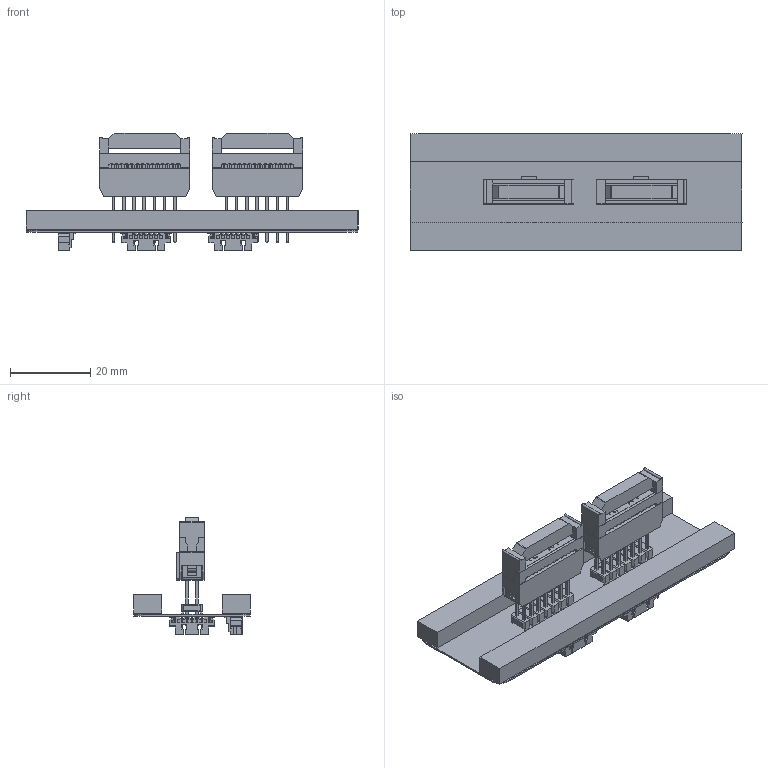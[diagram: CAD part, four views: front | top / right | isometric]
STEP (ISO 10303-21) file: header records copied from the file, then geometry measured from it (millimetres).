
FILE_DESCRIPTION(('Open CASCADE Model'),'2;1');
FILE_NAME('Open CASCADE Shape Model','2020-05-08T18:17:24',('Author'),( 'Open CASCADE'),'Open CASCADE STEP processor 6.8','Open CASCADE 6.8' ,'Unknown');
FILE_SCHEMA(('AUTOMOTIVE_DESIGN { 1 0 10303 214 1 1 1 1 }'));
Length unit declared in the file: millimetre
Products named in the file (20): PCB; Board; CN4; 61201423021_Download_STP_61201423021_rev1; use; Kabelklemme; Verschluss; Pin; m20-9980745_asm; M20-998-MOULD; M20-998-PIN; CN3; User_Library-molex_53398_white_(4); CN1; CN5; CN2; User_Library-molex_53398_white_(3); Free-Models; 6875121408; Extruded
Assembly tree (49 placements, depth 4):
  PCB
    Board
    CN4
      61201423021_Download_STP_61201423021_rev1
  use
        Kabelklemme
        Verschluss
        Pin  x14
      m20-9980745_asm
        M20-998-MOULD
        M20-998-PIN  x14
    CN3
      User_Library-molex_53398_white_(4)
    CN1
      m20-9980745_asm
        M20-998-MOULD
        M20-998-PIN  x14
      61201423021_Download_STP_61201423021_rev1
  use
        Kabelklemme
        Verschluss
        Pin  x14
    CN5
      User_Library-molex_53398_white_(4)
    CN2
      User_Library-molex_53398_white_(3)
    Free-Models
      6875121408  x2
        Extruded
Bounding box: 82.5 x 29 x 29.31 mm (x, y, z)
Volume: 10218.1 mm3; surface area: 17380.9 mm2
Topology: 76 solids, 76 shells, 3615 faces, 9526 edges, 6106 vertices
Faces by surface type: plane 3137, cylinder 442, extrusion 12, bspline 8, sphere 8, torus 8
Entity records: 51722 total; most frequent: CARTESIAN_POINT 8219, ORIENTED_EDGE 7466, DIRECTION 6707, EDGE_CURVE 3733, VECTOR 3433, LINE 3427, VERTEX_POINT 2408, AXIS2_PLACEMENT_3D 1637
